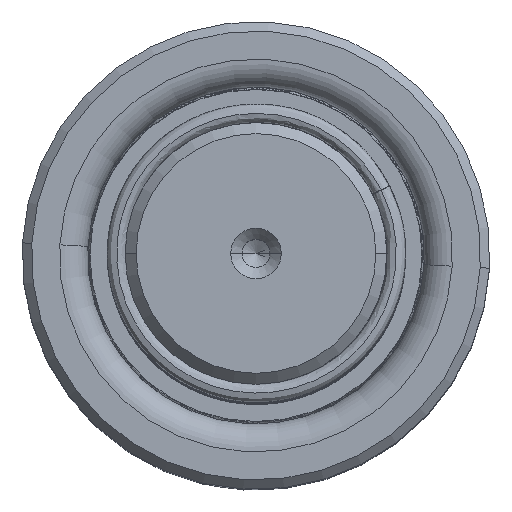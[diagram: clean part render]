
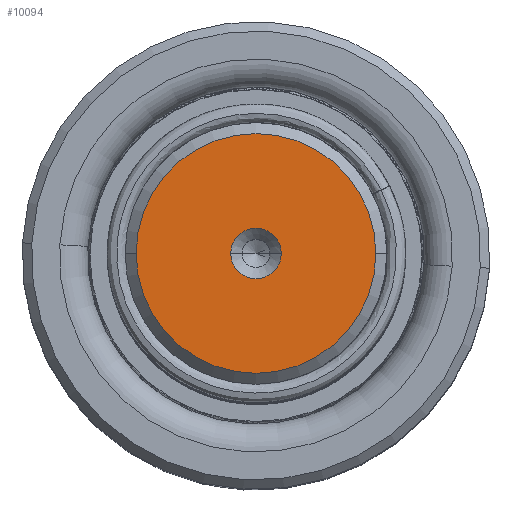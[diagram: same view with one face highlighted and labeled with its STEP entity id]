
A CAD part, top view. The second image highlights one B-rep face of the part: STEP entity #10094.
In plain terms, the highlighted planar face has unit normal (0, 0, 1).
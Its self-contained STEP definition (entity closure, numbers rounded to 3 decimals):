
#497 = DIRECTION ( 'NONE',  ( 0., 0., 1. ) ) ;
#1045 = EDGE_CURVE ( 'NONE', #10058, #43373, #31515, .T. ) ;
#2526 = ORIENTED_EDGE ( 'NONE', *, *, #42066, .F. ) ;
#3093 = DIRECTION ( 'NONE',  ( 0., 0., 1. ) ) ;
#6652 = CARTESIAN_POINT ( 'NONE',  ( -2.7, 0., 190. ) ) ;
#6720 = CIRCLE ( 'NONE', #11879, 2.7 ) ;
#6818 = PLANE ( 'NONE',  #31626 ) ;
#7049 = DIRECTION ( 'NONE',  ( 1., 0., 0. ) ) ;
#7399 = AXIS2_PLACEMENT_3D ( 'NONE', #40268, #12786, #28063 ) ;
#7523 = AXIS2_PLACEMENT_3D ( 'NONE', #49499, #13907, #21880 ) ;
#9264 = EDGE_LOOP ( 'NONE', ( #48111, #17397 ) ) ;
#10058 = VERTEX_POINT ( 'NONE', #6652 ) ;
#10094 = ADVANCED_FACE ( 'NONE', ( #40568, #30071 ), #6818, .T. ) ;
#10826 = DIRECTION ( 'NONE',  ( 0., 0., 1. ) ) ;
#11879 = AXIS2_PLACEMENT_3D ( 'NONE', #23374, #497, #48235 ) ;
#12786 = DIRECTION ( 'NONE',  ( 0., 0., 1. ) ) ;
#13660 = EDGE_CURVE ( 'NONE', #34050, #42193, #41604, .T. ) ;
#13907 = DIRECTION ( 'NONE',  ( 0., 0., 1. ) ) ;
#13980 = CARTESIAN_POINT ( 'NONE',  ( 12.811, 0., 190. ) ) ;
#14018 = CARTESIAN_POINT ( 'NONE',  ( 2.7, 0., 190. ) ) ;
#17397 = ORIENTED_EDGE ( 'NONE', *, *, #42735, .T. ) ;
#18181 = AXIS2_PLACEMENT_3D ( 'NONE', #19540, #3093, #7049 ) ;
#19540 = CARTESIAN_POINT ( 'NONE',  ( 0., 0., 190. ) ) ;
#21880 = DIRECTION ( 'NONE',  ( 1., 0., 0. ) ) ;
#23374 = CARTESIAN_POINT ( 'NONE',  ( 0., 0., 190. ) ) ;
#24098 = CIRCLE ( 'NONE', #7523, 12.811 ) ;
#25165 = EDGE_LOOP ( 'NONE', ( #2526, #47046 ) ) ;
#28063 = DIRECTION ( 'NONE',  ( 1., 0., 0. ) ) ;
#30071 = FACE_OUTER_BOUND ( 'NONE', #9264, .T. ) ;
#31515 = CIRCLE ( 'NONE', #18181, 2.7 ) ;
#31626 = AXIS2_PLACEMENT_3D ( 'NONE', #46585, #10826, #42115 ) ;
#34050 = VERTEX_POINT ( 'NONE', #40814 ) ;
#40268 = CARTESIAN_POINT ( 'NONE',  ( 0., 0., 190. ) ) ;
#40568 = FACE_BOUND ( 'NONE', #25165, .T. ) ;
#40814 = CARTESIAN_POINT ( 'NONE',  ( -12.811, 0., 190. ) ) ;
#41604 = CIRCLE ( 'NONE', #7399, 12.811 ) ;
#42066 = EDGE_CURVE ( 'NONE', #43373, #10058, #6720, .T. ) ;
#42115 = DIRECTION ( 'NONE',  ( 1., 0., 0. ) ) ;
#42193 = VERTEX_POINT ( 'NONE', #13980 ) ;
#42735 = EDGE_CURVE ( 'NONE', #42193, #34050, #24098, .T. ) ;
#43373 = VERTEX_POINT ( 'NONE', #14018 ) ;
#46585 = CARTESIAN_POINT ( 'NONE',  ( 0., 0., 190. ) ) ;
#47046 = ORIENTED_EDGE ( 'NONE', *, *, #1045, .F. ) ;
#48111 = ORIENTED_EDGE ( 'NONE', *, *, #13660, .T. ) ;
#48235 = DIRECTION ( 'NONE',  ( 1., 0., 0. ) ) ;
#49499 = CARTESIAN_POINT ( 'NONE',  ( 0., 0., 190. ) ) ;
